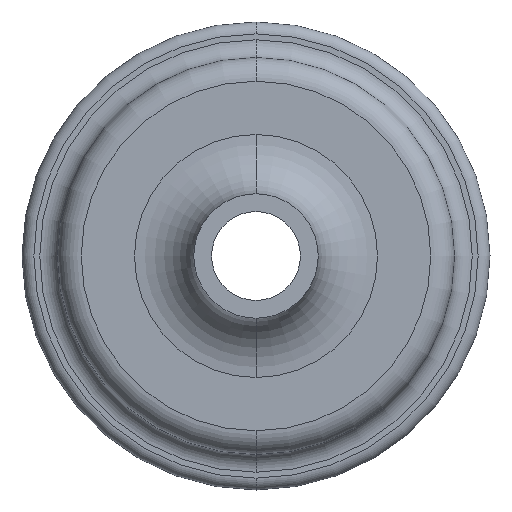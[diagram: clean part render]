
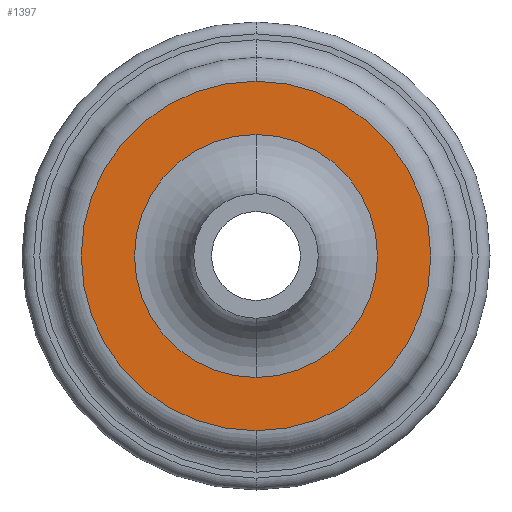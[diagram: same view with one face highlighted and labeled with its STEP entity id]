
A CAD part, front view. The second image highlights one B-rep face of the part: STEP entity #1397.
In plain terms, the highlighted planar face has unit normal (0, -1, 0).
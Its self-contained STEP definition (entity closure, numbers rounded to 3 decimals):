
#475 = CARTESIAN_POINT ( 'NONE',  ( 0., -22.5, 0. ) ) ;
#550 = CARTESIAN_POINT ( 'NONE',  ( 0., -22.5, 0. ) ) ;
#594 = VERTEX_POINT ( 'NONE', #4026 ) ;
#926 = CIRCLE ( 'NONE', #4462, 29.5 ) ;
#986 = DIRECTION ( 'NONE',  ( 0., 0., 1. ) ) ;
#1087 = ORIENTED_EDGE ( 'NONE', *, *, #3031, .T. ) ;
#1397 = ADVANCED_FACE ( 'NONE', ( #2281, #3142 ), #5421, .F. ) ;
#1802 = EDGE_LOOP ( 'NONE', ( #1087, #4730 ) ) ;
#2281 = FACE_BOUND ( 'NONE', #1802, .T. ) ;
#2485 = DIRECTION ( 'NONE',  ( 0., 1., 0. ) ) ;
#2550 = VERTEX_POINT ( 'NONE', #3854 ) ;
#2559 = CIRCLE ( 'NONE', #5520, 20.5 ) ;
#2571 = CIRCLE ( 'NONE', #3221, 20.5 ) ;
#2716 = AXIS2_PLACEMENT_3D ( 'NONE', #6169, #3117, #6713 ) ;
#2820 = ORIENTED_EDGE ( 'NONE', *, *, #6310, .T. ) ;
#2842 = DIRECTION ( 'NONE',  ( 0., -1., 0. ) ) ;
#3031 = EDGE_CURVE ( 'NONE', #594, #2550, #2571, .T. ) ;
#3117 = DIRECTION ( 'NONE',  ( 0., -1., 0. ) ) ;
#3142 = FACE_OUTER_BOUND ( 'NONE', #7533, .T. ) ;
#3166 = CARTESIAN_POINT ( 'NONE',  ( 0., -22.5, 0. ) ) ;
#3221 = AXIS2_PLACEMENT_3D ( 'NONE', #3166, #2485, #6841 ) ;
#3460 = EDGE_CURVE ( 'NONE', #2550, #594, #2559, .T. ) ;
#3564 = VERTEX_POINT ( 'NONE', #5053 ) ;
#3601 = DIRECTION ( 'NONE',  ( 0., 0., 1. ) ) ;
#3854 = CARTESIAN_POINT ( 'NONE',  ( 0., -22.5, -20.5 ) ) ;
#4026 = CARTESIAN_POINT ( 'NONE',  ( 0., -22.5, 20.5 ) ) ;
#4047 = ORIENTED_EDGE ( 'NONE', *, *, #5394, .T. ) ;
#4084 = CARTESIAN_POINT ( 'NONE',  ( 0., -22.5, 0. ) ) ;
#4259 = DIRECTION ( 'NONE',  ( 0., 0., 1. ) ) ;
#4462 = AXIS2_PLACEMENT_3D ( 'NONE', #4084, #2842, #986 ) ;
#4730 = ORIENTED_EDGE ( 'NONE', *, *, #3460, .T. ) ;
#5053 = CARTESIAN_POINT ( 'NONE',  ( 0., -22.5, 29.5 ) ) ;
#5170 = AXIS2_PLACEMENT_3D ( 'NONE', #475, #5399, #3601 ) ;
#5394 = EDGE_CURVE ( 'NONE', #5645, #3564, #926, .T. ) ;
#5399 = DIRECTION ( 'NONE',  ( 0., 1., 0. ) ) ;
#5421 = PLANE ( 'NONE',  #5170 ) ;
#5520 = AXIS2_PLACEMENT_3D ( 'NONE', #550, #7896, #4259 ) ;
#5645 = VERTEX_POINT ( 'NONE', #6157 ) ;
#6157 = CARTESIAN_POINT ( 'NONE',  ( 0., -22.5, -29.5 ) ) ;
#6169 = CARTESIAN_POINT ( 'NONE',  ( 0., -22.5, 0. ) ) ;
#6310 = EDGE_CURVE ( 'NONE', #3564, #5645, #6564, .T. ) ;
#6564 = CIRCLE ( 'NONE', #2716, 29.5 ) ;
#6713 = DIRECTION ( 'NONE',  ( 0., 0., 1. ) ) ;
#6841 = DIRECTION ( 'NONE',  ( 0., 0., 1. ) ) ;
#7533 = EDGE_LOOP ( 'NONE', ( #2820, #4047 ) ) ;
#7896 = DIRECTION ( 'NONE',  ( 0., 1., 0. ) ) ;
